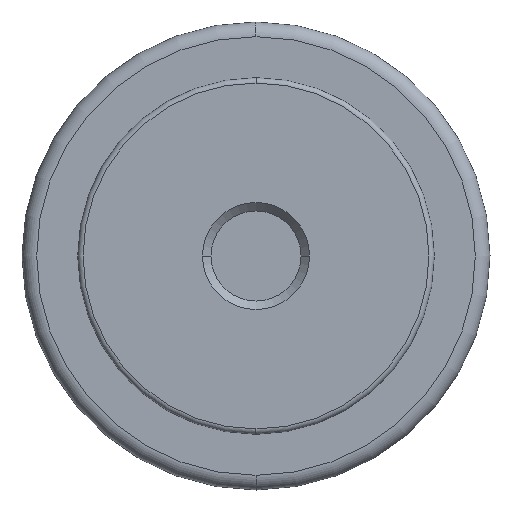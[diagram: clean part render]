
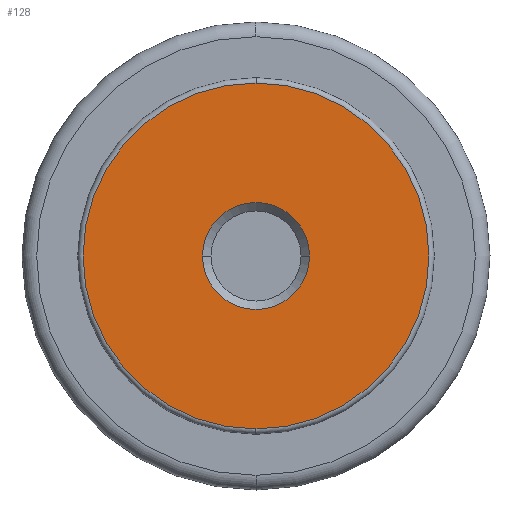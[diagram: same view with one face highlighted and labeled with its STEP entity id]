
A CAD part, left-side view. The second image highlights one B-rep face of the part: STEP entity #128.
In plain terms, the highlighted planar face has unit normal (-1, 0, 0).
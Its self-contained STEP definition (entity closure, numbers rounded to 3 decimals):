
#128=ADVANCED_FACE('',(#245,#246),#247,.T.);
#245=FACE_BOUND('',#363,.T.);
#246=FACE_OUTER_BOUND('',#364,.T.);
#247=PLANE('',#365);
#363=EDGE_LOOP('',(#788,#789));
#364=EDGE_LOOP('',(#790,#791,#792));
#365=AXIS2_PLACEMENT_3D('',#793,#794,#795);
#788=ORIENTED_EDGE('',*,*,#868,.T.);
#789=ORIENTED_EDGE('',*,*,#869,.T.);
#790=ORIENTED_EDGE('',*,*,#889,.T.);
#791=ORIENTED_EDGE('',*,*,#839,.T.);
#792=ORIENTED_EDGE('',*,*,#890,.T.);
#793=CARTESIAN_POINT('',(0.0,0.0,0.0));
#794=DIRECTION('',(-1.0,0.0,0.0));
#795=DIRECTION('',(0.0,0.0,1.0));
#839=EDGE_CURVE('',#1007,#1010,#1012,.T.);
#868=EDGE_CURVE('',#1063,#1065,#1067,.T.);
#869=EDGE_CURVE('',#1065,#1063,#1068,.T.);
#889=EDGE_CURVE('',#1094,#1007,#1095,.T.);
#890=EDGE_CURVE('',#1010,#1094,#1096,.T.);
#1007=VERTEX_POINT('',#1242);
#1010=VERTEX_POINT('',#1245);
#1012=CIRCLE('',#1247,19.4);
#1063=VERTEX_POINT('',#1308);
#1065=VERTEX_POINT('',#1311);
#1067=CIRCLE('',#1314,6.0);
#1068=CIRCLE('',#1315,6.0);
#1094=VERTEX_POINT('',#1341);
#1095=CIRCLE('',#1342,19.4);
#1096=CIRCLE('',#1343,19.4);
#1242=CARTESIAN_POINT('',(0.0,0.,-19.4));
#1245=CARTESIAN_POINT('',(0.0,0.,19.4));
#1247=AXIS2_PLACEMENT_3D('',#1525,#1526,#1527);
#1308=CARTESIAN_POINT('',(0.0,6.0,0.0));
#1311=CARTESIAN_POINT('',(0.0,-6.0,0.));
#1314=AXIS2_PLACEMENT_3D('',#1588,#1589,#1590);
#1315=AXIS2_PLACEMENT_3D('',#1591,#1592,#1593);
#1341=CARTESIAN_POINT('',(0.,19.4,0.0));
#1342=AXIS2_PLACEMENT_3D('',#1651,#1652,#1653);
#1343=AXIS2_PLACEMENT_3D('',#1654,#1655,#1656);
#1525=CARTESIAN_POINT('',(0.0,0.,0.0));
#1526=DIRECTION('',(-1.0,0.0,0.0));
#1527=DIRECTION('',(0.0,1.0,0.0));
#1588=CARTESIAN_POINT('',(0.0,0.0,0.0));
#1589=DIRECTION('',(1.0,0.0,0.0));
#1590=DIRECTION('',(0.0,1.0,0.0));
#1591=CARTESIAN_POINT('',(0.0,0.0,0.0));
#1592=DIRECTION('',(1.0,0.0,0.0));
#1593=DIRECTION('',(0.0,1.0,0.0));
#1651=CARTESIAN_POINT('',(0.0,0.,0.0));
#1652=DIRECTION('',(-1.0,0.0,0.0));
#1653=DIRECTION('',(0.0,1.0,0.0));
#1654=CARTESIAN_POINT('',(0.0,0.,0.0));
#1655=DIRECTION('',(-1.0,0.0,0.0));
#1656=DIRECTION('',(0.0,1.0,0.0));
